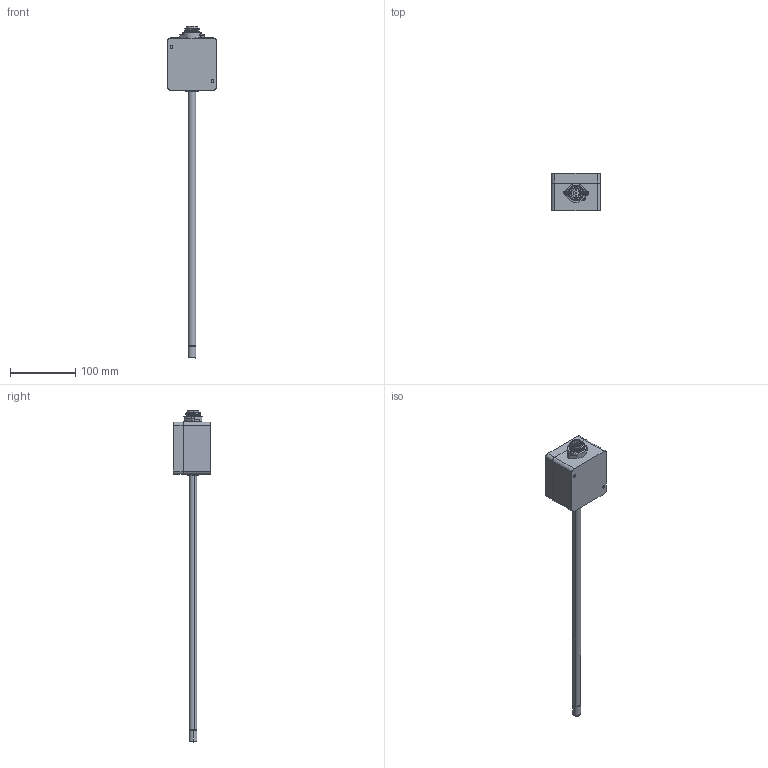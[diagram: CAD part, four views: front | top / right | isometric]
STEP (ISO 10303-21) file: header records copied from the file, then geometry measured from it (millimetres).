
FILE_DESCRIPTION (( 'STEP AP203' ), '1' );
FILE_NAME ('OXY-FLEX-1-X.STEP', '2019-02-11T10:48:00', ( '' ), ( '' ), 'SwSTEP 2.0', 'SolidWorks 2018', '' );
FILE_SCHEMA (( 'CONFIG_CONTROL_DESIGN' ));
Length unit declared in the file: millimetre
Products named in the file (1): OXY-FLEX-1-X
Bounding box: 75.73 x 57 x 508.88 mm (x, y, z)
Volume: 385050.5 mm3; surface area: 60272.8 mm2
Topology: 1 solids, 7 shells, 243 faces, 561 edges, 355 vertices
Faces by surface type: cylinder 109, plane 73, cone 36, torus 18, bspline 7
Entity records: 11201 total; most frequent: CARTESIAN_POINT 5601, DIRECTION 1216, ORIENTED_EDGE 1102, EDGE_CURVE 551, AXIS2_PLACEMENT_3D 504, VERTEX_POINT 355, EDGE_LOOP 278, CIRCLE 267
